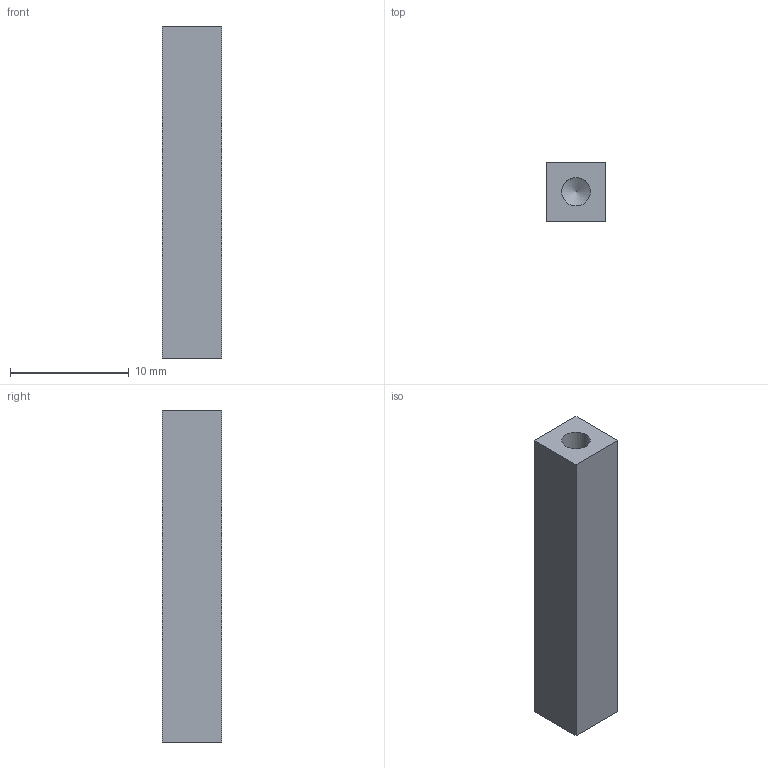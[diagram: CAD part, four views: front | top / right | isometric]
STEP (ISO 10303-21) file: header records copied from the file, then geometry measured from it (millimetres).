
FILE_DESCRIPTION(/* description */ (''),/* implementation_level */ '2;1');
FILE_NAME(/* name */ 'battery_pillar.stp',/* time_stamp */ '2019-06-21T13:52:54+03:00',/* author */ (''),/* organization */ (''),/* preprocessor_version */ 'ST-DEVELOPER v16.7',/* originating_system */ 'SIEMENS PLM Software NX 12.0',/* authorisation */ '');
FILE_SCHEMA (('AUTOMOTIVE_DESIGN { 1 0 10303 214 3 1 1 1 }'));
Length unit declared in the file: millimetre
Products named in the file (1): Lupa04E8591Ag30t
Bounding box: 5 x 5 x 28 mm (x, y, z)
Volume: 545.5 mm3; surface area: 823.2 mm2
Topology: 1 solids, 1 shells, 10 faces, 24 edges, 16 vertices
Faces by surface type: plane 6, cone 2, cylinder 2
Full cylindrical faces by diameter (mm): 2.4 x1, 3.2 x1
Entity records: 276 total; most frequent: DIRECTION 42, CARTESIAN_POINT 41, ORIENTED_EDGE 32, EDGE_CURVE 16, AXIS2_PLACEMENT_3D 15, EDGE_LOOP 14, VERTEX_POINT 14, LINE 12
